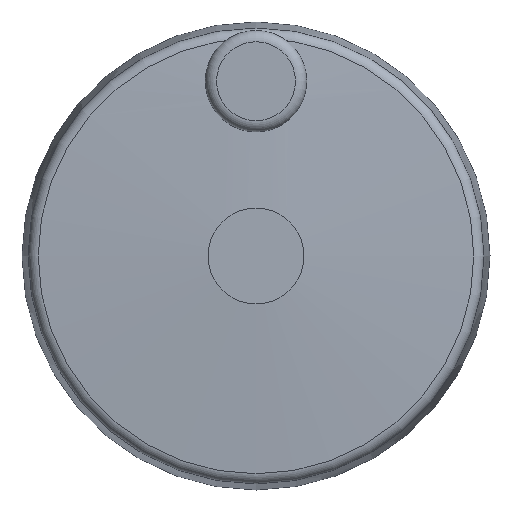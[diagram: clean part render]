
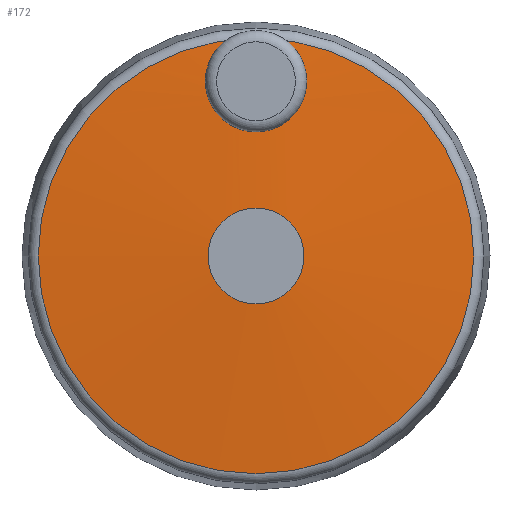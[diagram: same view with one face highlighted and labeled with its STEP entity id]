
A CAD part, left-side view. The second image highlights one B-rep face of the part: STEP entity #172.
In plain terms, the highlighted spherical face has radius 406.016 mm.
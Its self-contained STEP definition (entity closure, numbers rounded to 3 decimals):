
#125=SPHERICAL_SURFACE('',#727,406.016);
#159=B_SPLINE_CURVE_WITH_KNOTS('',3,(#1370,#1371,#1372,#1373,#1374,#1375,
#1376,#1377,#1378,#1379,#1380,#1381,#1382,#1383,#1384,#1385,#1386,#1387),
.UNSPECIFIED.,.T.,.F.,(2,2,2,2,2,2,2,2,2,2,2),(-0.125,0.,0.125,0.25,0.375,
0.5,0.625,0.75,0.875,1.,1.125),.UNSPECIFIED.);
#172=ADVANCED_FACE('',(#220,#221,#222),#125,.T.);
#220=FACE_BOUND('',#297,.T.);
#221=FACE_BOUND('',#298,.T.);
#222=FACE_BOUND('',#299,.T.);
#297=EDGE_LOOP('',(#413));
#298=EDGE_LOOP('',(#414));
#299=EDGE_LOOP('',(#415));
#413=ORIENTED_EDGE('',*,*,#618,.F.);
#414=ORIENTED_EDGE('',*,*,#619,.F.);
#415=ORIENTED_EDGE('',*,*,#620,.F.);
#549=VERTEX_POINT('',#1369);
#550=VERTEX_POINT('',#1388);
#551=VERTEX_POINT('',#1390);
#618=EDGE_CURVE('',#549,#549,#672,.T.);
#619=EDGE_CURVE('',#550,#550,#159,.T.);
#620=EDGE_CURVE('',#551,#551,#673,.T.);
#672=CIRCLE('',#725,8.5);
#673=CIRCLE('',#726,38.627);
#725=AXIS2_PLACEMENT_3D('',#1368,#837,#838);
#726=AXIS2_PLACEMENT_3D('',#1389,#839,#840);
#727=AXIS2_PLACEMENT_3D('',#1391,#841,#842);
#837=DIRECTION('',(-1.,0.,0.));
#838=DIRECTION('',(0.,0.,-1.));
#839=DIRECTION('',(1.,0.,0.));
#840=DIRECTION('',(0.,0.,-1.));
#841=DIRECTION('',(1.,0.,0.));
#842=DIRECTION('',(0.,1.,0.));
#1368=CARTESIAN_POINT('',(317.339,144.75,0.));
#1369=CARTESIAN_POINT('',(317.339,144.75,-8.5));
#1370=CARTESIAN_POINT('',(317.973,146.527,24.214));
#1371=CARTESIAN_POINT('',(317.973,142.973,24.214));
#1372=CARTESIAN_POINT('',(318.028,141.237,24.945));
#1373=CARTESIAN_POINT('',(318.218,138.762,27.424));
#1374=CARTESIAN_POINT('',(318.351,138.038,29.176));
#1375=CARTESIAN_POINT('',(318.619,138.036,32.673));
#1376=CARTESIAN_POINT('',(318.752,138.746,34.414));
#1377=CARTESIAN_POINT('',(318.944,141.249,36.924));
#1378=CARTESIAN_POINT('',(318.999,142.993,37.64));
#1379=CARTESIAN_POINT('',(318.999,146.503,37.642));
#1380=CARTESIAN_POINT('',(318.943,148.257,36.914));
#1381=CARTESIAN_POINT('',(318.754,150.734,34.438));
#1382=CARTESIAN_POINT('',(318.621,151.461,32.703));
#1383=CARTESIAN_POINT('',(318.351,151.465,29.165));
#1384=CARTESIAN_POINT('',(318.218,150.742,27.429));
#1385=CARTESIAN_POINT('',(318.029,148.266,24.946));
#1386=CARTESIAN_POINT('',(317.973,146.527,24.214));
#1387=CARTESIAN_POINT('',(317.973,142.973,24.214));
#1388=CARTESIAN_POINT('',(317.973,144.75,24.214));
#1389=CARTESIAN_POINT('',(319.092,144.75,0.));
#1390=CARTESIAN_POINT('',(319.092,144.75,-38.627));
#1391=CARTESIAN_POINT('',(723.266,144.75,0.));
